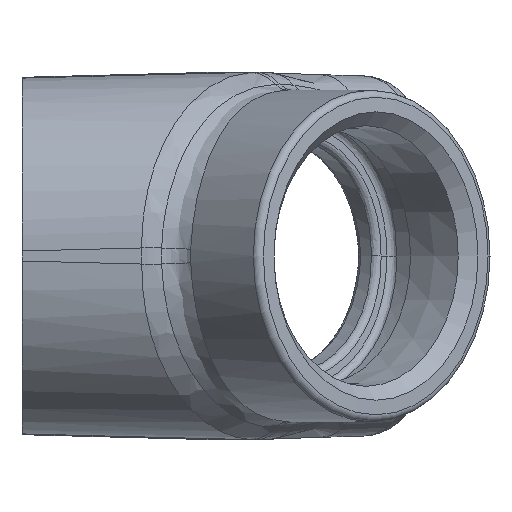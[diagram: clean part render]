
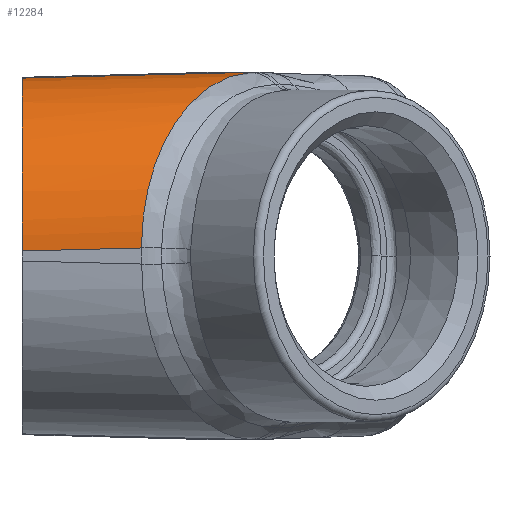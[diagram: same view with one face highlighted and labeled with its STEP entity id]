
A CAD part, left-side view. The second image highlights one B-rep face of the part: STEP entity #12284.
In plain terms, the highlighted cylindrical face has radius 38.1 mm (diameter 76.2 mm), a partial arc.
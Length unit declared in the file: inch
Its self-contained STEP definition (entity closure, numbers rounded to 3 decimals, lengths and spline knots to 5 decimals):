
#1633=FACE_OUTER_BOUND('',#2402,.T.);
#2402=EDGE_LOOP('',(#10258,#10259,#10260,#10261));
#2842=ELLIPSE('',#12924,1.5019,1.5);
#2868=ELLIPSE('',#13229,1.75807,1.5);
#3402=LINE('',#25906,#4292);
#3405=LINE('',#25912,#4295);
#4292=VECTOR('',#15247,0.3937);
#4295=VECTOR('',#15252,0.3937);
#5296=VERTEX_POINT('',#19578);
#5297=VERTEX_POINT('',#19580);
#5823=VERTEX_POINT('',#25905);
#5825=VERTEX_POINT('',#25911);
#6609=EDGE_CURVE('',#5297,#5296,#2842,.T.);
#7393=EDGE_CURVE('',#5823,#5297,#3402,.T.);
#7396=EDGE_CURVE('',#5296,#5825,#3405,.T.);
#7397=EDGE_CURVE('',#5823,#5825,#2868,.T.);
#10258=ORIENTED_EDGE('',*,*,#7393,.T.);
#10259=ORIENTED_EDGE('',*,*,#6609,.T.);
#10260=ORIENTED_EDGE('',*,*,#7396,.T.);
#10261=ORIENTED_EDGE('',*,*,#7397,.F.);
#11861=CYLINDRICAL_SURFACE('',#13228,1.5);
#12284=ADVANCED_FACE('',(#1633),#11861,.T.);
#12924=AXIS2_PLACEMENT_3D('',#19581,#14253,#14254);
#13228=AXIS2_PLACEMENT_3D('',#25910,#15250,#15251);
#13229=AXIS2_PLACEMENT_3D('',#25913,#15253,#15254);
#14253=DIRECTION('center_axis',(0.,-1.,0.));
#14254=DIRECTION('ref_axis',(-0.867,0.,0.498));
#15247=DIRECTION('',(0.044,0.999,-0.025));
#15250=DIRECTION('center_axis',(0.044,0.999,-0.025));
#15251=DIRECTION('ref_axis',(-0.715,0.049,0.697));
#15252=DIRECTION('',(-0.044,-0.999,0.025));
#15253=DIRECTION('center_axis',(-0.558,-0.83,0.007));
#15254=DIRECTION('ref_axis',(-0.829,0.558,-0.036));
#19578=CARTESIAN_POINT('',(-7.125,1.71875,0.04366));
#19580=CARTESIAN_POINT('',(-5.66454,1.71875,1.54198));
#19581=CARTESIAN_POINT('Origin',(-5.62357,1.71875,0.04202));
#25905=CARTESIAN_POINT('',(-5.75096,-0.26068,1.59155));
#25906=CARTESIAN_POINT('',(-5.74051,-0.02128,1.58555));
#25910=CARTESIAN_POINT('Origin',(-5.70126,-0.06053,0.08658));
#25911=CARTESIAN_POINT('',(-7.17031,0.68095,0.06965));
#25912=CARTESIAN_POINT('',(-7.19983,0.0049,0.08658));
#25913=CARTESIAN_POINT('Origin',(-5.71171,-0.29993,0.09258));
